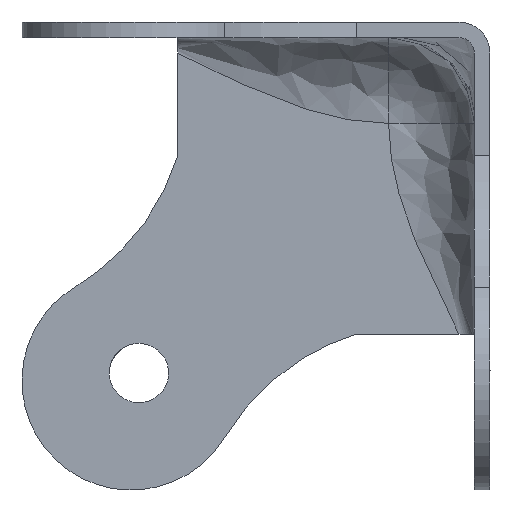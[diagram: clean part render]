
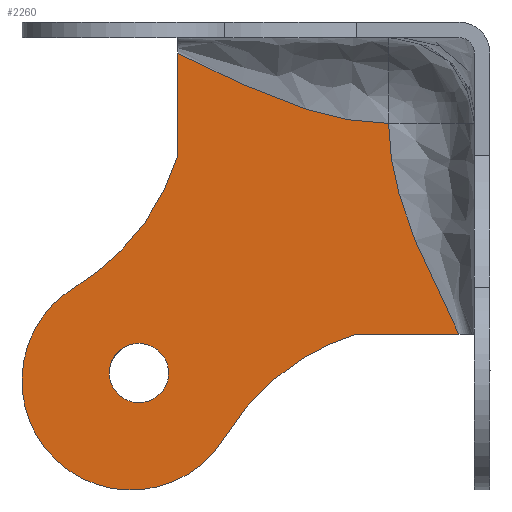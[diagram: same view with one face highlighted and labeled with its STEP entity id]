
A CAD part, left-side view. The second image highlights one B-rep face of the part: STEP entity #2260.
In plain terms, the highlighted free-form (B-spline) face has degree [1, 1] with [2, 2] control points.
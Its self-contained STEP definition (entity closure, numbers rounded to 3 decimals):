
#79=CARTESIAN_POINT('',(-1.0,24.388,7.283));
#80=VERTEX_POINT('',#79);
#86=CARTESIAN_POINT('',(-1.0,22.5,5.6));
#87=VERTEX_POINT('',#86);
#88=CARTESIAN_POINT('',(-1.0,24.388,7.283));
#89=CARTESIAN_POINT('',(-1.0,24.194,5.6));
#90=CARTESIAN_POINT('',(-1.0,22.5,5.6));
#98=(BOUNDED_CURVE()B_SPLINE_CURVE(2,(#88,#89,#90),.UNSPECIFIED.,.F.,.U.)B_SPLINE_CURVE_WITH_KNOTS((3,3),(0.27,0.5),.UNSPECIFIED.)CURVE()GEOMETRIC_REPRESENTATION_ITEM()RATIONAL_B_SPLINE_CURVE((0.957,0.73,1.0))REPRESENTATION_ITEM(''));
#99=EDGE_CURVE('',#80,#87,#98,.T.);
#101=CARTESIAN_POINT('',(-1.0,20.604,7.384));
#102=VERTEX_POINT('',#101);
#103=CARTESIAN_POINT('',(-1.0,22.5,5.6));
#104=CARTESIAN_POINT('',(-1.0,20.713,5.6));
#105=CARTESIAN_POINT('',(-1.0,20.604,7.384));
#113=(BOUNDED_CURVE()B_SPLINE_CURVE(2,(#103,#104,#105),.UNSPECIFIED.,.F.,.U.)B_SPLINE_CURVE_WITH_KNOTS((3,3),(0.5,0.739),.UNSPECIFIED.)CURVE()GEOMETRIC_REPRESENTATION_ITEM()RATIONAL_B_SPLINE_CURVE((1.0,0.72,0.976))REPRESENTATION_ITEM(''));
#114=EDGE_CURVE('',#87,#102,#113,.T.);
#209=CARTESIAN_POINT('',(-1.0,22.5,9.4));
#210=VERTEX_POINT('',#209);
#211=CARTESIAN_POINT('',(-1.0,20.604,7.384));
#212=CARTESIAN_POINT('',(-1.0,20.6,7.442));
#213=CARTESIAN_POINT('',(-1.0,20.6,7.5));
#214=CARTESIAN_POINT('',(-1.0,20.6,9.4));
#215=CARTESIAN_POINT('',(-1.0,22.5,9.4));
#223=(BOUNDED_CURVE()B_SPLINE_CURVE(2,(#211,#212,#213,#214,#215),.UNSPECIFIED.,.F.,.U.)B_SPLINE_CURVE_WITH_KNOTS((3,2,3),(0.739,0.75,1.0),.UNSPECIFIED.)CURVE()GEOMETRIC_REPRESENTATION_ITEM()RATIONAL_B_SPLINE_CURVE((0.976,0.988,1.0,0.707,1.0))REPRESENTATION_ITEM(''));
#224=EDGE_CURVE('',#102,#210,#223,.T.);
#226=CARTESIAN_POINT('',(-1.0,22.5,9.4));
#227=CARTESIAN_POINT('',(-1.0,24.4,9.4));
#228=CARTESIAN_POINT('',(-1.0,24.4,7.5));
#229=CARTESIAN_POINT('',(-1.0,24.4,7.391));
#230=CARTESIAN_POINT('',(-1.0,24.388,7.283));
#238=(BOUNDED_CURVE()B_SPLINE_CURVE(2,(#226,#227,#228,#229,#230),.UNSPECIFIED.,.F.,.U.)B_SPLINE_CURVE_WITH_KNOTS((3,2,3),(0.0,0.25,0.27),.UNSPECIFIED.)CURVE()GEOMETRIC_REPRESENTATION_ITEM()RATIONAL_B_SPLINE_CURVE((1.0,0.707,1.0,0.977,0.957))REPRESENTATION_ITEM(''));
#239=EDGE_CURVE('',#210,#80,#238,.T.);
#1285=CARTESIAN_POINT('',(-1.0,20.0,28.0));
#1286=VERTEX_POINT('',#1285);
#1302=CARTESIAN_POINT('',(-1.0,6.5,23.5));
#1303=VERTEX_POINT('',#1302);
#1304=CARTESIAN_POINT('',(-1.0,6.5,23.5));
#1305=CARTESIAN_POINT('',(-1.0,11.0,23.5));
#1306=CARTESIAN_POINT('',(-1.0,15.5,25.75));
#1307=CARTESIAN_POINT('',(-1.0,20.0,28.0));
#1308=B_SPLINE_CURVE_WITH_KNOTS('',3,(#1304,#1305,#1306,#1307),.UNSPECIFIED.,.F.,.U.,(4,4),(0.129,1.0),.UNSPECIFIED.);
#1309=EDGE_CURVE('',#1303,#1286,#1308,.T.);
#1414=CARTESIAN_POINT('',(-1.0,2.0,10.0));
#1415=VERTEX_POINT('',#1414);
#1437=CARTESIAN_POINT('',(-1.0,2.0,10.0));
#1438=CARTESIAN_POINT('',(-1.0,4.25,14.5));
#1439=CARTESIAN_POINT('',(-1.0,6.5,19.0));
#1440=CARTESIAN_POINT('',(-1.0,6.5,23.5));
#1441=B_SPLINE_CURVE_WITH_KNOTS('',3,(#1437,#1438,#1439,#1440),.UNSPECIFIED.,.F.,.U.,(4,4),(0.0,0.871),.UNSPECIFIED.);
#1442=EDGE_CURVE('',#1415,#1303,#1441,.T.);
#1712=CARTESIAN_POINT('',(-1.0,8.54,10.));
#1713=VERTEX_POINT('',#1712);
#1719=CARTESIAN_POINT('',(-1.0,17.002,3.391));
#1720=VERTEX_POINT('',#1719);
#1721=CARTESIAN_POINT('',(-1.0,17.002,3.391));
#1722=CARTESIAN_POINT('',(-1.0,14.038,8.317));
#1723=CARTESIAN_POINT('',(-1.0,8.54,10.));
#1731=(BOUNDED_CURVE()B_SPLINE_CURVE(2,(#1721,#1722,#1723),.UNSPECIFIED.,.F.,.U.)CURVE()GEOMETRIC_REPRESENTATION_ITEM()QUASI_UNIFORM_CURVE()RATIONAL_B_SPLINE_CURVE((1.0,0.934,1.0))REPRESENTATION_ITEM(''));
#1732=EDGE_CURVE('',#1720,#1713,#1731,.T.);
#1780=CARTESIAN_POINT('',(-1.0,26.609,12.998));
#1781=VERTEX_POINT('',#1780);
#1782=CARTESIAN_POINT('',(-1.0,17.002,3.391));
#1783=CARTESIAN_POINT('',(-1.0,19.497,-0.755));
#1784=CARTESIAN_POINT('',(-1.0,24.257,0.114));
#1785=CARTESIAN_POINT('',(-1.0,29.017,0.983));
#1786=CARTESIAN_POINT('',(-1.0,29.886,5.743));
#1787=CARTESIAN_POINT('',(-1.0,30.755,10.503));
#1788=CARTESIAN_POINT('',(-1.0,26.609,12.998));
#1796=(BOUNDED_CURVE()B_SPLINE_CURVE(2,(#1782,#1783,#1784,#1785,#1786,#1787,#1788),.UNSPECIFIED.,.F.,.U.)B_SPLINE_CURVE_WITH_KNOTS((3,2,2,3),(0.0,0.333,0.667,1.0),.UNSPECIFIED.)CURVE()GEOMETRIC_REPRESENTATION_ITEM()RATIONAL_B_SPLINE_CURVE((1.0,0.823,1.0,0.823,1.0,0.823,1.0))REPRESENTATION_ITEM(''));
#1797=EDGE_CURVE('',#1720,#1781,#1796,.T.);
#1837=CARTESIAN_POINT('',(-1.0,20.0,21.46));
#1838=VERTEX_POINT('',#1837);
#1839=CARTESIAN_POINT('',(-1.0,20.0,21.46));
#1840=CARTESIAN_POINT('',(-1.0,21.683,15.962));
#1841=CARTESIAN_POINT('',(-1.0,26.609,12.998));
#1849=(BOUNDED_CURVE()B_SPLINE_CURVE(2,(#1839,#1840,#1841),.UNSPECIFIED.,.F.,.U.)CURVE()GEOMETRIC_REPRESENTATION_ITEM()QUASI_UNIFORM_CURVE()RATIONAL_B_SPLINE_CURVE((1.0,0.934,1.0))REPRESENTATION_ITEM(''));
#1850=EDGE_CURVE('',#1838,#1781,#1849,.T.);
#1877=CARTESIAN_POINT('',(-1.0,20.0,28.0));
#1878=CARTESIAN_POINT('',(-1.0,20.0,21.46));
#1879=QUASI_UNIFORM_CURVE('',1,(#1877,#1878),.UNSPECIFIED.,.F.,.U.);
#1880=EDGE_CURVE('',#1286,#1838,#1879,.T.);
#1994=CARTESIAN_POINT('',(-1.0,8.54,10.));
#1995=CARTESIAN_POINT('',(-1.0,2.0,10.0));
#1996=QUASI_UNIFORM_CURVE('',1,(#1994,#1995),.UNSPECIFIED.,.F.,.U.);
#1997=EDGE_CURVE('',#1713,#1415,#1996,.T.);
#2240=CARTESIAN_POINT('',(-1.0,0.602,-1.386));
#2241=CARTESIAN_POINT('',(-1.0,31.386,-1.386));
#2242=CARTESIAN_POINT('',(-1.0,0.602,29.398));
#2243=CARTESIAN_POINT('',(-1.0,31.386,29.398));
#2244=B_SPLINE_SURFACE_WITH_KNOTS('',1,1,((#2240,#2242),(#2241,#2243)),.UNSPECIFIED.,.F.,.F.,.U.,(2,2),(2,2),(0.0,30.784),(0.0,30.784),.UNSPECIFIED.);
#2245=ORIENTED_EDGE('',*,*,#1442,.T.);
#2246=ORIENTED_EDGE('',*,*,#1309,.T.);
#2247=ORIENTED_EDGE('',*,*,#1880,.T.);
#2248=ORIENTED_EDGE('',*,*,#1850,.T.);
#2249=ORIENTED_EDGE('',*,*,#1797,.F.);
#2250=ORIENTED_EDGE('',*,*,#1732,.T.);
#2251=ORIENTED_EDGE('',*,*,#1997,.T.);
#2252=EDGE_LOOP('',(#2245,#2246,#2247,#2248,#2249,#2250,#2251));
#2253=FACE_OUTER_BOUND('',#2252,.T.);
#2254=ORIENTED_EDGE('',*,*,#114,.F.);
#2255=ORIENTED_EDGE('',*,*,#99,.F.);
#2256=ORIENTED_EDGE('',*,*,#239,.F.);
#2257=ORIENTED_EDGE('',*,*,#224,.F.);
#2258=EDGE_LOOP('',(#2254,#2255,#2256,#2257));
#2259=FACE_BOUND('',#2258,.T.);
#2260=ADVANCED_FACE('',(#2253,#2259),#2244,.F.);
